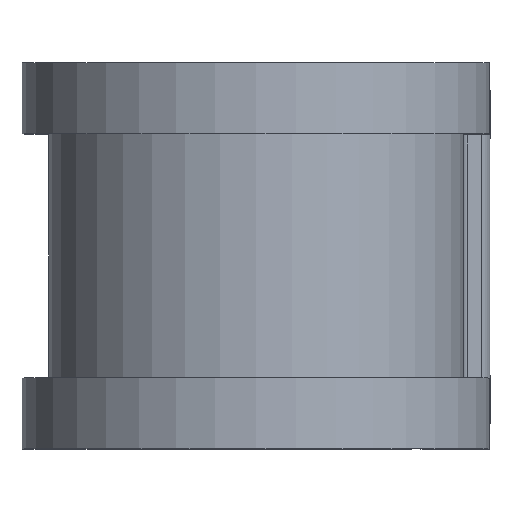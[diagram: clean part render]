
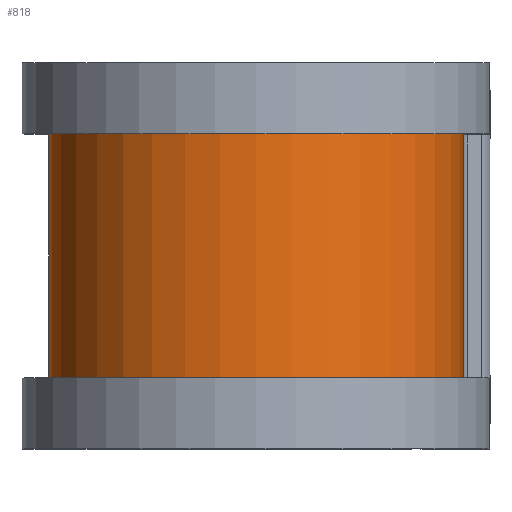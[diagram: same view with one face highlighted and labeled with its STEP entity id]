
A CAD part, top view. The second image highlights one B-rep face of the part: STEP entity #818.
In plain terms, the highlighted cylindrical face has radius 11.862 mm (diameter 23.724 mm), a partial arc.
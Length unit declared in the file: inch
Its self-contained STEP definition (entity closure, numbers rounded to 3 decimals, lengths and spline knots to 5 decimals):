
#92 = VECTOR ( 'NONE', #1588, 39.37008 ) ;
#107 = VERTEX_POINT ( 'NONE', #615 ) ;
#198 = EDGE_CURVE ( 'NONE', #107, #1087, #1033, .T. ) ;
#224 = EDGE_CURVE ( 'NONE', #419, #784, #1001, .T. ) ;
#229 = EDGE_CURVE ( 'NONE', #419, #107, #738, .T. ) ;
#247 = EDGE_CURVE ( 'NONE', #784, #1087, #696, .T. ) ;
#250 = CARTESIAN_POINT ( 'NONE',  ( 0., -0.275, -0.467 ) ) ;
#258 = FACE_OUTER_BOUND ( 'NONE', #794, .T. ) ;
#377 = CYLINDRICAL_SURFACE ( 'NONE', #614, 0.467 ) ;
#379 = ORIENTED_EDGE ( 'NONE', *, *, #229, .T. ) ;
#388 = ORIENTED_EDGE ( 'NONE', *, *, #247, .F. ) ;
#419 = VERTEX_POINT ( 'NONE', #565 ) ;
#462 = ORIENTED_EDGE ( 'NONE', *, *, #198, .T. ) ;
#565 = CARTESIAN_POINT ( 'NONE',  ( 0.467, 0.275, 0. ) ) ;
#614 = AXIS2_PLACEMENT_3D ( 'NONE', #1417, #1416, #1629 ) ;
#615 = CARTESIAN_POINT ( 'NONE',  ( 0., 0.275, -0.467 ) ) ;
#621 = DIRECTION ( 'NONE',  ( 0., 0., -1. ) ) ;
#696 = CIRCLE ( 'NONE', #1180, 0.467 ) ;
#738 = CIRCLE ( 'NONE', #1190, 0.467 ) ;
#784 = VERTEX_POINT ( 'NONE', #1226 ) ;
#794 = EDGE_LOOP ( 'NONE', ( #907, #379, #462, #388 ) ) ;
#818 = ADVANCED_FACE ( 'NONE', ( #258 ), #377, .T. ) ;
#907 = ORIENTED_EDGE ( 'NONE', *, *, #224, .F. ) ;
#1001 = LINE ( 'NONE', #1704, #92 ) ;
#1031 = VECTOR ( 'NONE', #1276, 39.37008 ) ;
#1033 = LINE ( 'NONE', #1154, #1031 ) ;
#1049 = DIRECTION ( 'NONE',  ( 0., 0., -1. ) ) ;
#1087 = VERTEX_POINT ( 'NONE', #250 ) ;
#1154 = CARTESIAN_POINT ( 'NONE',  ( 0., 0.375, -0.467 ) ) ;
#1180 = AXIS2_PLACEMENT_3D ( 'NONE', #1702, #1376, #1049 ) ;
#1187 = CARTESIAN_POINT ( 'NONE',  ( 0., 0.275, 0. ) ) ;
#1190 = AXIS2_PLACEMENT_3D ( 'NONE', #1187, #1193, #621 ) ;
#1193 = DIRECTION ( 'NONE',  ( 0., -1., 0. ) ) ;
#1226 = CARTESIAN_POINT ( 'NONE',  ( 0.467, -0.275, 0. ) ) ;
#1276 = DIRECTION ( 'NONE',  ( 0., -1., 0. ) ) ;
#1376 = DIRECTION ( 'NONE',  ( 0., -1., 0. ) ) ;
#1416 = DIRECTION ( 'NONE',  ( 0., -1., 0. ) ) ;
#1417 = CARTESIAN_POINT ( 'NONE',  ( 0., 0.375, 0. ) ) ;
#1588 = DIRECTION ( 'NONE',  ( 0., -1., 0. ) ) ;
#1629 = DIRECTION ( 'NONE',  ( 0., 0., -1. ) ) ;
#1702 = CARTESIAN_POINT ( 'NONE',  ( 0., -0.275, 0. ) ) ;
#1704 = CARTESIAN_POINT ( 'NONE',  ( 0.467, 0.375, 0. ) ) ;
